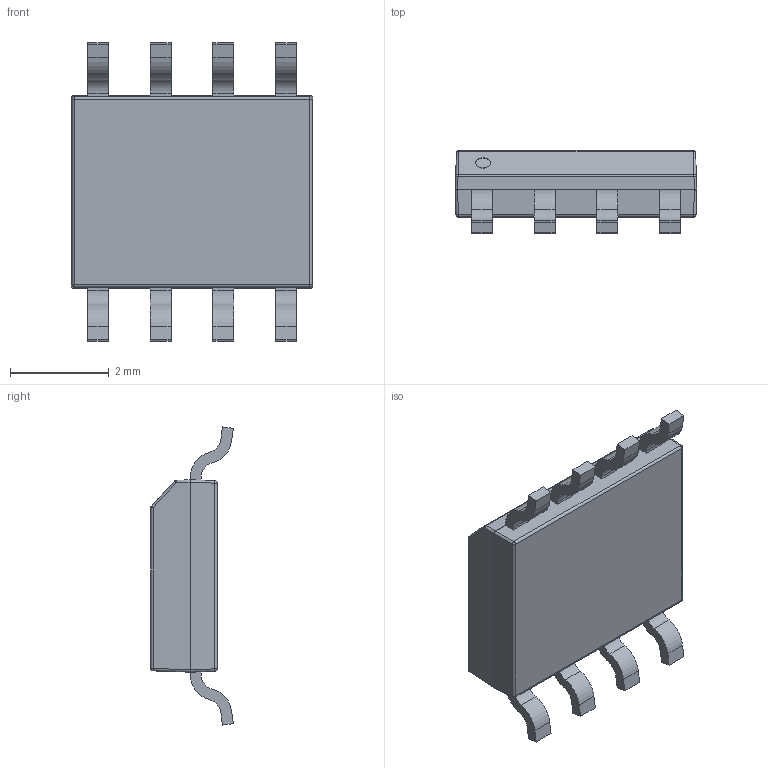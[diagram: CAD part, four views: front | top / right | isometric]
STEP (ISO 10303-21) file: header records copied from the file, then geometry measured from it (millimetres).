
FILE_DESCRIPTION (( 'STEP AP214' ), '1' );
FILE_NAME ('SODEFAU0906924511617.step', '2006-09-06T13:24:51', ( 'SysAdmin' ), ( 'SolidWorks' ), 'SwSTEP 2.0', 'SolidWorks 2007', '' );
FILE_SCHEMA (( 'AUTOMOTIVE_DESIGN' ));
Length unit declared in the file: millimetre
Products named in the file (1): SODEFAU0906924511617
Bounding box: 4.9 x 1.68 x 6.05 mm (x, y, z)
Volume: 25.9 mm3; surface area: 72.7 mm2
Topology: 1 solids, 1 shells, 141 faces, 376 edges, 230 vertices
Faces by surface type: plane 68, cylinder 57, sphere 16
Entity records: 4872 total; most frequent: DIRECTION 788, CARTESIAN_POINT 740, ORIENTED_EDGE 736, EDGE_CURVE 368, AXIS2_PLACEMENT_3D 278, VECTOR 232, LINE 232, VERTEX_POINT 230
